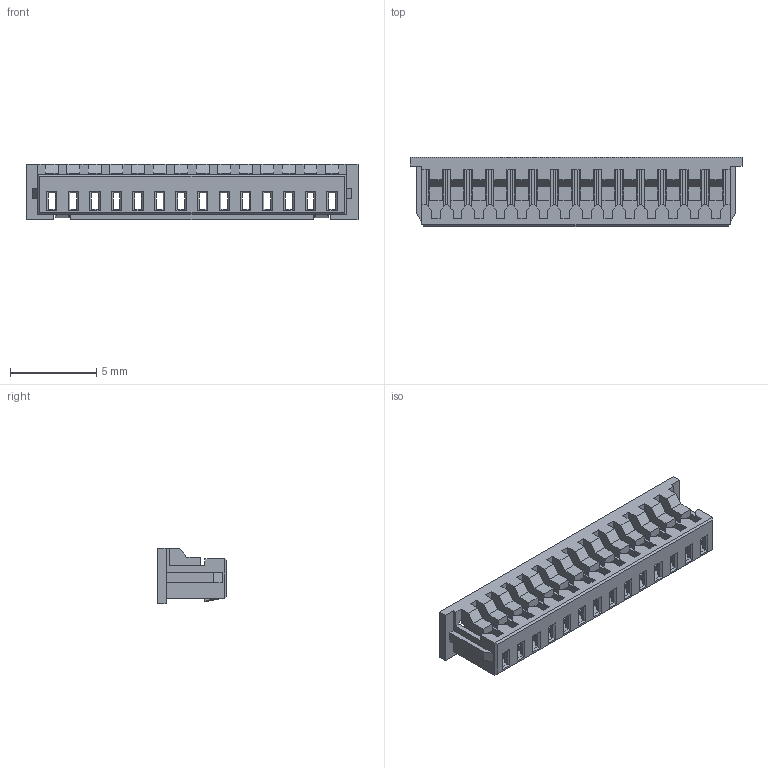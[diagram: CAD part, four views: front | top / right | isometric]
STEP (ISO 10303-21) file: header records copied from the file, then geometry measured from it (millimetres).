
FILE_DESCRIPTION((''),'2;1');
FILE_NAME('FHG12502-S10','2024-01-02T',('工程三'),(''),'PRO/ENGINEER BY PARAMETRIC TECHNOLOGY CORPORATION, 2010280','PRO/ENGINEER BY PARAMETRIC TECHNOLOGY CORPORATION, 2010280','');
FILE_SCHEMA(('CONFIG_CONTROL_DESIGN'));
Length unit declared in the file: millimetre
Products named in the file (1): FHG12502-S10
Bounding box: 19.25 x 4 x 3.2 mm (x, y, z)
Volume: 76.8 mm3; surface area: 598.6 mm2
Topology: 1 solids, 1 shells, 600 faces, 1761 edges, 1137 vertices
Faces by surface type: plane 588, cylinder 9, sphere 3
Entity records: 19555 total; most frequent: CARTESIAN_POINT 3599, ORIENTED_EDGE 3522, DIRECTION 2941, EDGE_CURVE 1761, VECTOR 1715, LINE 1715, VERTEX_POINT 1137, EDGE_LOOP 630
